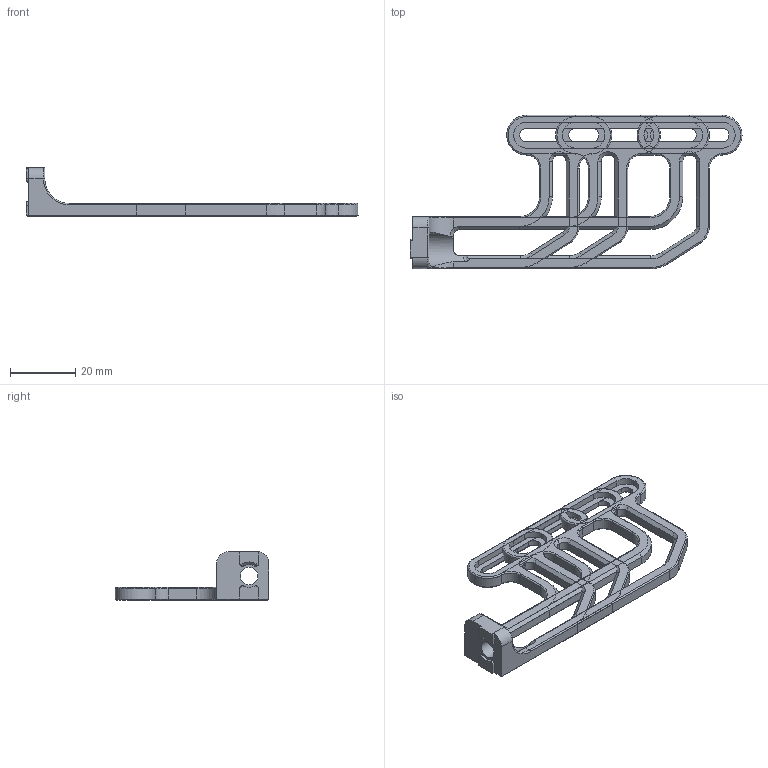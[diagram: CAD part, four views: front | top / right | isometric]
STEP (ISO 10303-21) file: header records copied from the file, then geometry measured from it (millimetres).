
FILE_DESCRIPTION(/* description */ (''),/* implementation_level */ '2;1');
FILE_NAME(/* name */ 'PSU_Stabilizer_Offset.step',/* time_stamp */ '2024-01-16T12:06:45-06:00',/* author */ (''),/* organization */ (''),/* preprocessor_version */ 'ST-DEVELOPER v20',/* originating_system */ 'Autodesk Translation Framework v12.14.0.127',/* authorisation */ '');
FILE_SCHEMA (('AUTOMOTIVE_DESIGN { 1 0 10303 214 3 1 1 }'));
Length unit declared in the file: millimetre
Products named in the file (1): (Unsaved)
Bounding box: 101.9 x 47.1 x 15 mm (x, y, z)
Volume: 19232.3 mm3; surface area: 17846.8 mm2
Topology: 4 solids, 4 shells, 526 faces, 1274 edges, 756 vertices
Faces by surface type: plane 216, cylinder 158, cone 100, torus 44, bspline 8
Full cylindrical faces by diameter (mm): 5.4 x4
Entity records: 15723 total; most frequent: CARTESIAN_POINT 3181, DIRECTION 2738, ORIENTED_EDGE 2548, EDGE_CURVE 1274, AXIS2_PLACEMENT_3D 991, LINE 756, VECTOR 756, VERTEX_POINT 756
